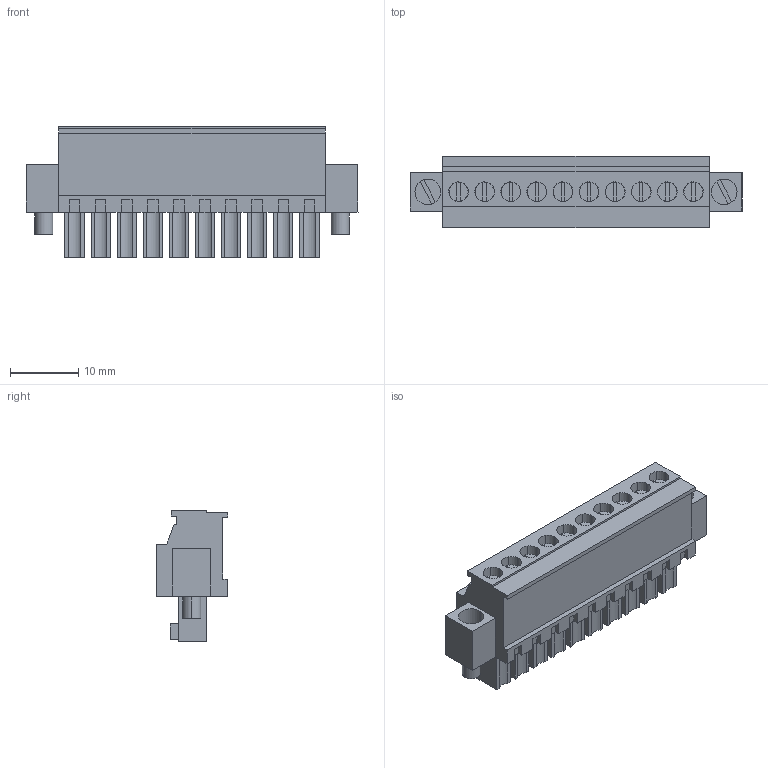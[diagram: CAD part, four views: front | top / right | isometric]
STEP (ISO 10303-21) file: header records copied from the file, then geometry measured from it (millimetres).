
FILE_DESCRIPTION(('CATIA V5 STEP Exchange','CAx-IF Rec.Pracs.--- Model Styling and Organization---1.2---2011-12-15'),'2;1');
FILE_NAME ('D1456450_0_1798820000_1798820000.stp','2017-04-11T09:55:31+00:00',('none'),('Weidmueller'),'CATIA Version 5-6 Release 2014','CATIA V5 STEP AP214','none');
FILE_SCHEMA(('AUTOMOTIVE_DESIGN { 1 0 10303 214 1 1 1 1 }'));
Length unit declared in the file: millimetre
Products named in the file (1): 1798820000
Bounding box: 48.49 x 10.45 x 19.1 mm (x, y, z)
Volume: 5045.3 mm3; surface area: 4377.8 mm2
Topology: 13 solids, 13 shells, 464 faces, 1164 edges, 782 vertices
Faces by surface type: plane 364, cylinder 100
Entity records: 13006 total; most frequent: CARTESIAN_POINT 2543, ORIENTED_EDGE 2328, DIRECTION 1721, EDGE_CURVE 1164, VECTOR 916, LINE 916, VERTEX_POINT 782, EDGE_LOOP 524
